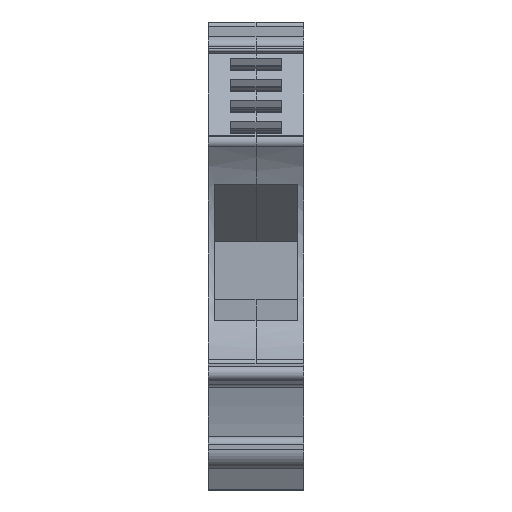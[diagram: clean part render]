
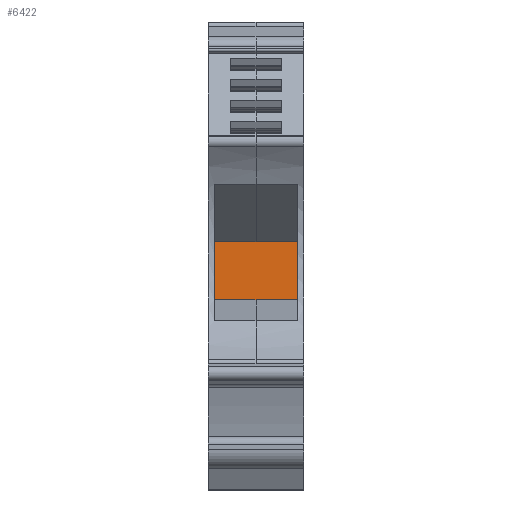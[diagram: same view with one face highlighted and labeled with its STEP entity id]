
A CAD part, front view. The second image highlights one B-rep face of the part: STEP entity #6422.
In plain terms, the highlighted planar face has unit normal (0, -1, 0).
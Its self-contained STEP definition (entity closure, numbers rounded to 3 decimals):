
#6379=AXIS2_PLACEMENT_3D('Plane Axis2P3D',#6376,#6377,#6378) ;
#6353=CARTESIAN_POINT('Vertex',(0.6,15.29,25.87)) ;
#6356=CARTESIAN_POINT('Line Origine',(2.775,15.29,25.87)) ;
#6360=CARTESIAN_POINT('Vertex',(4.95,15.29,25.87)) ;
#6376=CARTESIAN_POINT('Axis2P3D Location',(4.95,15.29,19.82)) ;
#6381=CARTESIAN_POINT('Line Origine',(0.6,15.29,22.845)) ;
#6385=CARTESIAN_POINT('Vertex',(0.6,15.29,19.82)) ;
#6388=CARTESIAN_POINT('Line Origine',(2.775,15.29,19.82)) ;
#6392=CARTESIAN_POINT('Vertex',(4.95,15.29,19.82)) ;
#6395=CARTESIAN_POINT('Line Origine',(7.125,15.29,19.82)) ;
#6399=CARTESIAN_POINT('Vertex',(9.3,15.29,19.82)) ;
#6402=CARTESIAN_POINT('Line Origine',(9.3,15.29,22.845)) ;
#6406=CARTESIAN_POINT('Vertex',(9.3,15.29,25.87)) ;
#6409=CARTESIAN_POINT('Line Origine',(7.125,15.29,25.87)) ;
#6357=DIRECTION('Vector Direction',(-1.,0.,0.)) ;
#6377=DIRECTION('Axis2P3D Direction',(0.,-1.,0.)) ;
#6378=DIRECTION('Axis2P3D XDirection',(0.,0.,1.)) ;
#6382=DIRECTION('Vector Direction',(0.,0.,1.)) ;
#6389=DIRECTION('Vector Direction',(-1.,0.,0.)) ;
#6396=DIRECTION('Vector Direction',(1.,0.,0.)) ;
#6403=DIRECTION('Vector Direction',(0.,0.,1.)) ;
#6410=DIRECTION('Vector Direction',(1.,0.,0.)) ;
#6358=VECTOR('Line Direction',#6357,1.) ;
#6383=VECTOR('Line Direction',#6382,1.) ;
#6390=VECTOR('Line Direction',#6389,1.) ;
#6397=VECTOR('Line Direction',#6396,1.) ;
#6404=VECTOR('Line Direction',#6403,1.) ;
#6411=VECTOR('Line Direction',#6410,1.) ;
#6415=ORIENTED_EDGE('',*,*,#6387,.T.) ;
#6416=ORIENTED_EDGE('',*,*,#6394,.F.) ;
#6417=ORIENTED_EDGE('',*,*,#6401,.T.) ;
#6418=ORIENTED_EDGE('',*,*,#6408,.F.) ;
#6419=ORIENTED_EDGE('',*,*,#6413,.F.) ;
#6420=ORIENTED_EDGE('',*,*,#6362,.T.) ;
#6422=ADVANCED_FACE('K\X2\00F6\X0\rper.3',(#6421),#6380,.T.) ;
#6362=EDGE_CURVE('',#6361,#6354,#6359,.T.) ;
#6387=EDGE_CURVE('',#6354,#6386,#6384,.F.) ;
#6394=EDGE_CURVE('',#6393,#6386,#6391,.T.) ;
#6401=EDGE_CURVE('',#6393,#6400,#6398,.T.) ;
#6408=EDGE_CURVE('',#6407,#6400,#6405,.F.) ;
#6413=EDGE_CURVE('',#6361,#6407,#6412,.T.) ;
#6414=EDGE_LOOP('',(#6415,#6416,#6417,#6418,#6419,#6420)) ;
#6421=FACE_OUTER_BOUND('',#6414,.T.) ;
#6359=LINE('Line',#6356,#6358) ;
#6384=LINE('Line',#6381,#6383) ;
#6391=LINE('Line',#6388,#6390) ;
#6398=LINE('Line',#6395,#6397) ;
#6405=LINE('Line',#6402,#6404) ;
#6412=LINE('Line',#6409,#6411) ;
#6380=PLANE('',#6379) ;
#6354=VERTEX_POINT('',#6353) ;
#6361=VERTEX_POINT('',#6360) ;
#6386=VERTEX_POINT('',#6385) ;
#6393=VERTEX_POINT('',#6392) ;
#6400=VERTEX_POINT('',#6399) ;
#6407=VERTEX_POINT('',#6406) ;
